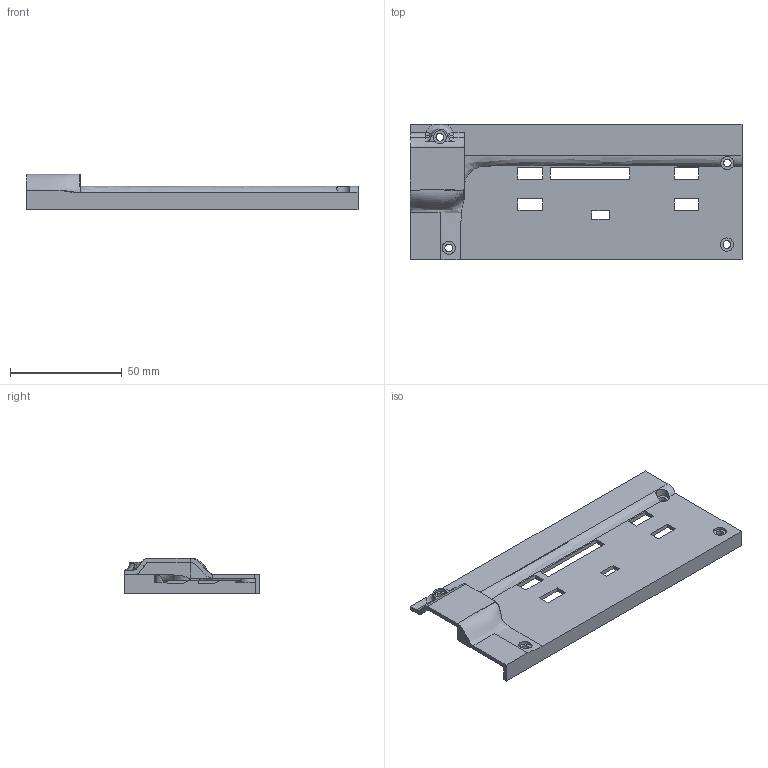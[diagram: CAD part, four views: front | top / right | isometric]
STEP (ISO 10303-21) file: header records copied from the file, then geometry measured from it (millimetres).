
FILE_DESCRIPTION(/* description */ ('STEP AP242','CAx-IF Rec.Pracs.---Representation and Presentation of Product Manufacturing Information (PMI)---4.0---2014-10-13','CAx-IF Rec.Pracs.---3D Tessellated Geometry---0.4---2014-09-14','2;1'),/* implementation_level */ '2;1');
FILE_NAME(/* name */ 'X1P-002 bbox model - Upper shell',/* time_stamp */ '2024-10-14T05:13:27Z',/* author */ (''),/* organization */ (''),/* preprocessor_version */ 'ST-DEVELOPER v20',/* originating_system */ ' ',/* authorisation */ ' ');
FILE_SCHEMA (('AP242_MANAGED_MODEL_BASED_3D_ENGINEERING_MIM_LF { 1 0 10303 442 1 1 4 }'));
Length unit declared in the file: metre
Products named in the file (1): Upper shell
Bounding box: 148.64 x 60.66 x 15.85 mm (x, y, z)
Volume: 19004.3 mm3; surface area: 22234.5 mm2
Topology: 1 solids, 1 shells, 110 faces, 331 edges, 223 vertices
Faces by surface type: plane 72, bspline 27, cylinder 11
Full cylindrical faces by diameter (mm): 3.4 x4, 5.9 x4
Entity records: 12014 total; most frequent: CARTESIAN_POINT 9384, ORIENTED_EDGE 628, DIRECTION 370, EDGE_CURVE 314, VERTEX_POINT 216, LINE 162, VECTOR 162, EDGE_LOOP 140
